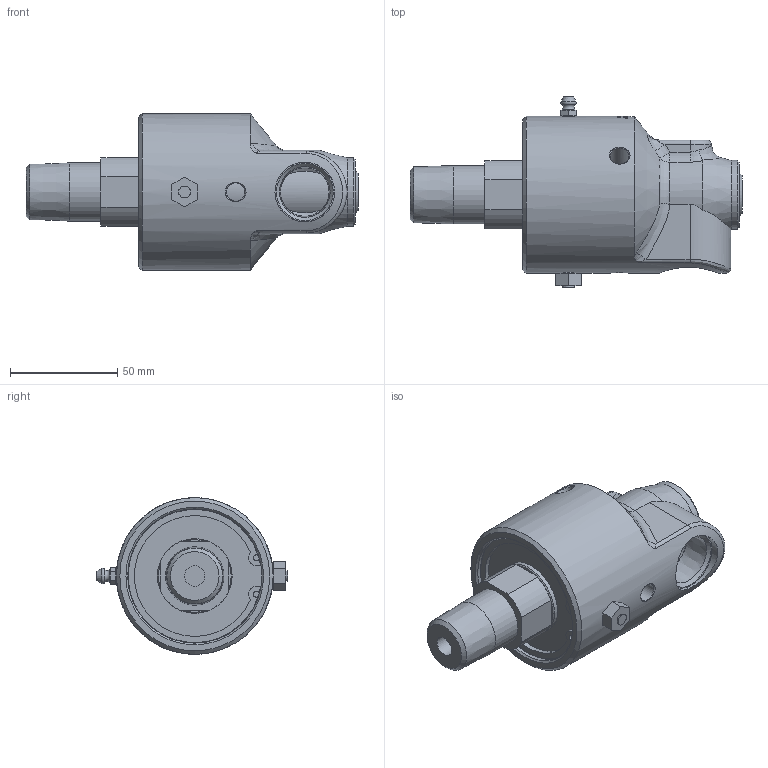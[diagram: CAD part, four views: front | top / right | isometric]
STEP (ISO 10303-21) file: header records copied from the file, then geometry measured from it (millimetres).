
FILE_DESCRIPTION(/* description */ (''),/* implementation_level */ '2;1');
FILE_NAME(/* name */ '257-129-467-IC.stp',/* time_stamp */ '2020-05-17T14:12:22-05:00',/* author */ ('Moorera'),/* organization */ (''),/* preprocessor_version */ 'ST-DEVELOPER v18.1',/* originating_system */ 'Autodesk Inventor 2020',/* authorisation */ '');
FILE_SCHEMA (('AUTOMOTIVE_DESIGN { 1 0 10303 214 3 1 1 }'));
Products named in the file (1): 257-129-467-IC
Bounding box: 154.6 x 89.18 x 73 mm (x, y, z)
Volume: 327678.5 mm3; surface area: 38422.3 mm2
Topology: 1 solids, 1 shells, 436 faces, 1156 edges, 766 vertices
Faces by surface type: bspline 178, plane 149, cylinder 66, cone 36, torus 5, sphere 2
Full cylindrical faces by diameter (mm): 2.794 x2, 6.325 x1, 8.6 x3, 9.5 x1, 22.631 x1, 27.184 x1, 27.8 x1, 32 x1, 34.8 x1, 62.5 x1, 73 x1
Entity records: 49052 total; most frequent: CARTESIAN_POINT 38799, ORIENTED_EDGE 2312, DIRECTION 1704, EDGE_CURVE 1156, VERTEX_POINT 766, AXIS2_PLACEMENT_3D 627, EDGE_LOOP 480, LINE 450
